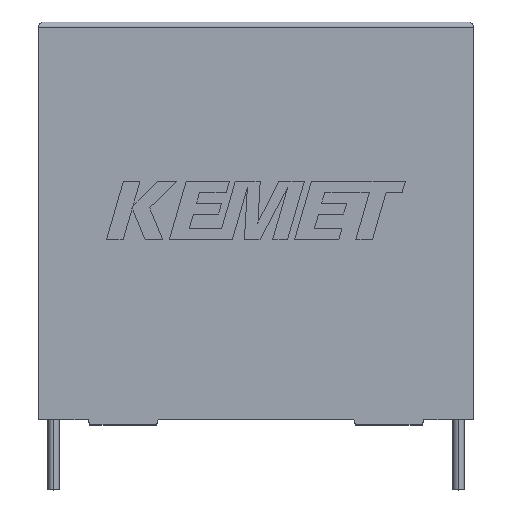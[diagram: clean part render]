
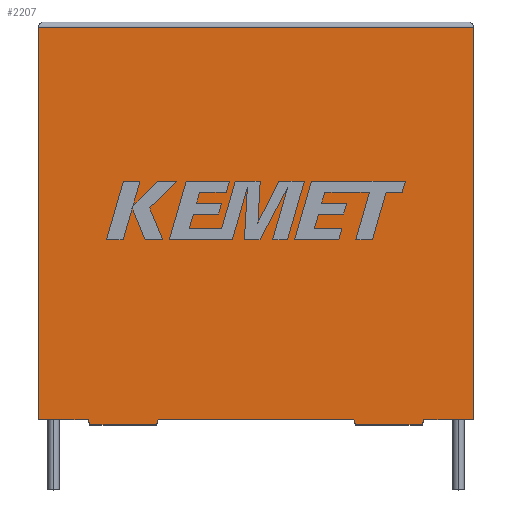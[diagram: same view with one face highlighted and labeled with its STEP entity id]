
A CAD part, top view. The second image highlights one B-rep face of the part: STEP entity #2207.
In plain terms, the highlighted planar face has unit normal (0, 0, 1).
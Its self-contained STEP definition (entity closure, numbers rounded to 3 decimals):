
#3 = LINE ( 'NONE', #3154, #2756 ) ;
#12 = CARTESIAN_POINT ( 'NONE',  ( 0., 36.3, 20.3 ) ) ;
#32 = EDGE_CURVE ( 'NONE', #1445, #2828, #47, .T. ) ;
#47 = LINE ( 'NONE', #2740, #2169 ) ;
#101 = CARTESIAN_POINT ( 'NONE',  ( 29.21, 0., 20.3 ) ) ;
#162 = VECTOR ( 'NONE', #1930, 1000. ) ;
#196 = CARTESIAN_POINT ( 'NONE',  ( 10.94, -0.5, 20.3 ) ) ;
#257 = CARTESIAN_POINT ( 'NONE',  ( 4.774, -0.5, 20.3 ) ) ;
#327 = VECTOR ( 'NONE', #412, 1000. ) ;
#338 = CARTESIAN_POINT ( 'NONE',  ( 40.3, 0., 20.3 ) ) ;
#351 = ORIENTED_EDGE ( 'NONE', *, *, #32, .T. ) ;
#363 = PLANE ( 'NONE',  #2143 ) ;
#404 = DIRECTION ( 'NONE',  ( -1., 0., 0. ) ) ;
#412 = DIRECTION ( 'NONE',  ( 1., 0., 0. ) ) ;
#467 = CARTESIAN_POINT ( 'NONE',  ( 29.36, -0.5, 20.3 ) ) ;
#562 = VERTEX_POINT ( 'NONE', #1740 ) ;
#578 = ORIENTED_EDGE ( 'NONE', *, *, #2747, .T. ) ;
#625 = VECTOR ( 'NONE', #1840, 1000. ) ;
#641 = VERTEX_POINT ( 'NONE', #196 ) ;
#643 = ORIENTED_EDGE ( 'NONE', *, *, #2858, .T. ) ;
#668 = VECTOR ( 'NONE', #1258, 1000. ) ;
#670 = ORIENTED_EDGE ( 'NONE', *, *, #1986, .F. ) ;
#688 = DIRECTION ( 'NONE',  ( 0., 0., -1. ) ) ;
#717 = ORIENTED_EDGE ( 'NONE', *, *, #1207, .F. ) ;
#810 = CARTESIAN_POINT ( 'NONE',  ( 4.624, 0., 20.3 ) ) ;
#825 = VERTEX_POINT ( 'NONE', #1319 ) ;
#826 = ORIENTED_EDGE ( 'NONE', *, *, #1545, .T. ) ;
#831 = VERTEX_POINT ( 'NONE', #810 ) ;
#903 = ORIENTED_EDGE ( 'NONE', *, *, #992, .F. ) ;
#922 = EDGE_CURVE ( 'NONE', #831, #2267, #2154, .T. ) ;
#992 = EDGE_CURVE ( 'NONE', #1493, #2653, #2148, .T. ) ;
#1023 = DIRECTION ( 'NONE',  ( 1., 0., 0. ) ) ;
#1080 = CARTESIAN_POINT ( 'NONE',  ( 35.526, -0.5, 20.3 ) ) ;
#1104 = CARTESIAN_POINT ( 'NONE',  ( 0., 36.3, 20.3 ) ) ;
#1171 = FACE_OUTER_BOUND ( 'NONE', #2752, .T. ) ;
#1207 = EDGE_CURVE ( 'NONE', #2653, #2726, #1909, .T. ) ;
#1258 = DIRECTION ( 'NONE',  ( -0.287, 0.958, 0. ) ) ;
#1278 = DIRECTION ( 'NONE',  ( 0., -1., 0. ) ) ;
#1290 = EDGE_CURVE ( 'NONE', #825, #1445, #1692, .T. ) ;
#1304 = ORIENTED_EDGE ( 'NONE', *, *, #1290, .T. ) ;
#1319 = CARTESIAN_POINT ( 'NONE',  ( 40.3, 36.3, 20.3 ) ) ;
#1321 = ORIENTED_EDGE ( 'NONE', *, *, #1358, .T. ) ;
#1358 = EDGE_CURVE ( 'NONE', #2314, #825, #1367, .T. ) ;
#1367 = LINE ( 'NONE', #3047, #2053 ) ;
#1384 = ORIENTED_EDGE ( 'NONE', *, *, #1392, .T. ) ;
#1392 = EDGE_CURVE ( 'NONE', #2267, #641, #2546, .T. ) ;
#1398 = DIRECTION ( 'NONE',  ( 0.287, -0.958, 0. ) ) ;
#1443 = DIRECTION ( 'NONE',  ( 1., 0., 0. ) ) ;
#1445 = VERTEX_POINT ( 'NONE', #1104 ) ;
#1470 = VECTOR ( 'NONE', #1398, 1000. ) ;
#1493 = VERTEX_POINT ( 'NONE', #1080 ) ;
#1521 = LINE ( 'NONE', #2909, #162 ) ;
#1545 = EDGE_CURVE ( 'NONE', #562, #2726, #1521, .T. ) ;
#1614 = VECTOR ( 'NONE', #2768, 1000. ) ;
#1661 = VECTOR ( 'NONE', #404, 1000. ) ;
#1679 = EDGE_CURVE ( 'NONE', #2828, #831, #2401, .T. ) ;
#1692 = LINE ( 'NONE', #12, #1614 ) ;
#1699 = CARTESIAN_POINT ( 'NONE',  ( 35.526, -0.5, 20.3 ) ) ;
#1740 = CARTESIAN_POINT ( 'NONE',  ( 11.09, 0., 20.3 ) ) ;
#1840 = DIRECTION ( 'NONE',  ( -0.287, -0.958, 0. ) ) ;
#1846 = CARTESIAN_POINT ( 'NONE',  ( 29.36, -0.5, 20.3 ) ) ;
#1904 = VECTOR ( 'NONE', #1023, 1000. ) ;
#1909 = LINE ( 'NONE', #467, #668 ) ;
#1930 = DIRECTION ( 'NONE',  ( 1., 0., 0. ) ) ;
#1965 = CARTESIAN_POINT ( 'NONE',  ( 4.774, -0.5, 20.3 ) ) ;
#1986 = EDGE_CURVE ( 'NONE', #3015, #1493, #2428, .T. ) ;
#2053 = VECTOR ( 'NONE', #2077, 1000. ) ;
#2077 = DIRECTION ( 'NONE',  ( 0., 1., 0. ) ) ;
#2118 = ORIENTED_EDGE ( 'NONE', *, *, #922, .T. ) ;
#2143 = AXIS2_PLACEMENT_3D ( 'NONE', #2940, #688, #2451 ) ;
#2148 = LINE ( 'NONE', #1699, #1661 ) ;
#2154 = LINE ( 'NONE', #2859, #1470 ) ;
#2169 = VECTOR ( 'NONE', #1278, 1000. ) ;
#2196 = CARTESIAN_POINT ( 'NONE',  ( 0., 0., 20.3 ) ) ;
#2207 = ADVANCED_FACE ( 'NONE', ( #1171 ), #363, .F. ) ;
#2267 = VERTEX_POINT ( 'NONE', #1965 ) ;
#2314 = VERTEX_POINT ( 'NONE', #338 ) ;
#2401 = LINE ( 'NONE', #3201, #2664 ) ;
#2428 = LINE ( 'NONE', #3092, #625 ) ;
#2451 = DIRECTION ( 'NONE',  ( -1., 0., 0. ) ) ;
#2461 = CARTESIAN_POINT ( 'NONE',  ( 0., 0., 20.3 ) ) ;
#2546 = LINE ( 'NONE', #257, #1904 ) ;
#2639 = ORIENTED_EDGE ( 'NONE', *, *, #1679, .T. ) ;
#2653 = VERTEX_POINT ( 'NONE', #1846 ) ;
#2664 = VECTOR ( 'NONE', #1443, 1000. ) ;
#2726 = VERTEX_POINT ( 'NONE', #101 ) ;
#2740 = CARTESIAN_POINT ( 'NONE',  ( 0., 0., 20.3 ) ) ;
#2747 = EDGE_CURVE ( 'NONE', #641, #562, #3, .T. ) ;
#2752 = EDGE_LOOP ( 'NONE', ( #1321, #1304, #351, #2639, #2118, #1384, #578, #826, #717, #903, #670, #643 ) ) ;
#2756 = VECTOR ( 'NONE', #2935, 1000. ) ;
#2768 = DIRECTION ( 'NONE',  ( -1., 0., 0. ) ) ;
#2828 = VERTEX_POINT ( 'NONE', #2461 ) ;
#2858 = EDGE_CURVE ( 'NONE', #3015, #2314, #3189, .T. ) ;
#2859 = CARTESIAN_POINT ( 'NONE',  ( 4.624, 0., 20.3 ) ) ;
#2909 = CARTESIAN_POINT ( 'NONE',  ( 0., 0., 20.3 ) ) ;
#2935 = DIRECTION ( 'NONE',  ( 0.287, 0.958, 0. ) ) ;
#2940 = CARTESIAN_POINT ( 'NONE',  ( 0., 0., 20.3 ) ) ;
#3015 = VERTEX_POINT ( 'NONE', #3233 ) ;
#3047 = CARTESIAN_POINT ( 'NONE',  ( 40.3, 0., 20.3 ) ) ;
#3092 = CARTESIAN_POINT ( 'NONE',  ( 35.676, 0., 20.3 ) ) ;
#3154 = CARTESIAN_POINT ( 'NONE',  ( 10.94, -0.5, 20.3 ) ) ;
#3189 = LINE ( 'NONE', #2196, #327 ) ;
#3201 = CARTESIAN_POINT ( 'NONE',  ( 0., 0., 20.3 ) ) ;
#3233 = CARTESIAN_POINT ( 'NONE',  ( 35.676, 0., 20.3 ) ) ;
